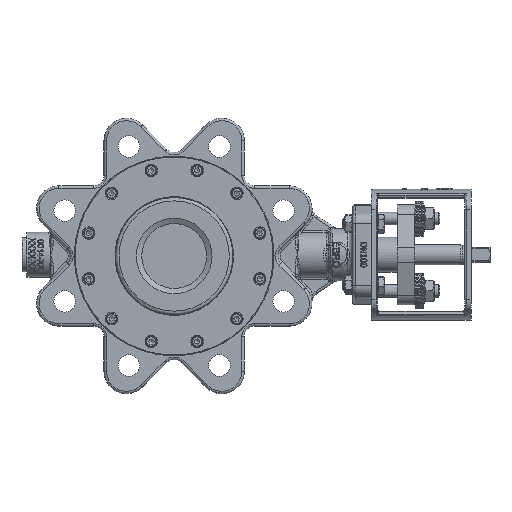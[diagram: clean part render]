
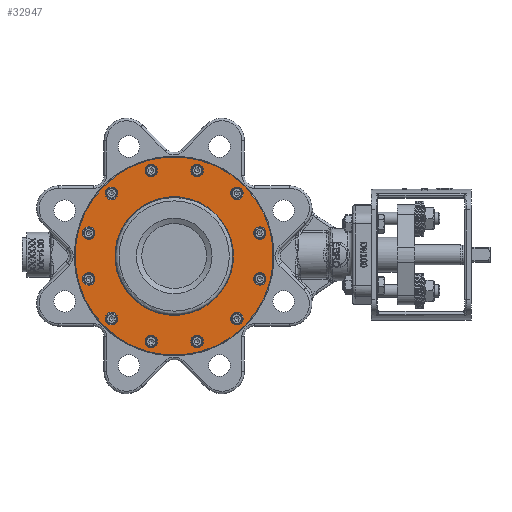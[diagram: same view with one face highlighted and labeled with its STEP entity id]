
A CAD part, front view. The second image highlights one B-rep face of the part: STEP entity #32947.
In plain terms, the highlighted planar face has unit normal (0, -1, 0).
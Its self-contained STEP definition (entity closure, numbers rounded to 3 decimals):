
#6318=FACE_BOUND('',#9262,.T.);
#6319=FACE_BOUND('',#9263,.T.);
#6320=FACE_BOUND('',#9264,.T.);
#6321=FACE_BOUND('',#9265,.T.);
#6322=FACE_BOUND('',#9266,.T.);
#6323=FACE_BOUND('',#9267,.T.);
#6324=FACE_BOUND('',#9268,.T.);
#6325=FACE_BOUND('',#9269,.T.);
#6326=FACE_BOUND('',#9270,.T.);
#6327=FACE_BOUND('',#9271,.T.);
#6328=FACE_BOUND('',#9272,.T.);
#6329=FACE_BOUND('',#9273,.T.);
#6330=FACE_BOUND('',#9274,.T.);
#6981=FACE_OUTER_BOUND('',#9261,.T.);
#9261=EDGE_LOOP('',(#21181));
#9262=EDGE_LOOP('',(#21182));
#9263=EDGE_LOOP('',(#21183));
#9264=EDGE_LOOP('',(#21184));
#9265=EDGE_LOOP('',(#21185));
#9266=EDGE_LOOP('',(#21186));
#9267=EDGE_LOOP('',(#21187));
#9268=EDGE_LOOP('',(#21188));
#9269=EDGE_LOOP('',(#21189));
#9270=EDGE_LOOP('',(#21190));
#9271=EDGE_LOOP('',(#21191));
#9272=EDGE_LOOP('',(#21192));
#9273=EDGE_LOOP('',(#21193));
#9274=EDGE_LOOP('',(#21194));
#11770=CIRCLE('',#35293,4.75);
#11775=CIRCLE('',#35301,7.95);
#11776=CIRCLE('',#35302,0.5);
#11777=CIRCLE('',#35303,0.5);
#11778=CIRCLE('',#35304,0.5);
#11779=CIRCLE('',#35305,0.5);
#11780=CIRCLE('',#35306,0.5);
#11781=CIRCLE('',#35307,0.5);
#11782=CIRCLE('',#35308,0.5);
#11783=CIRCLE('',#35309,0.5);
#11784=CIRCLE('',#35310,0.5);
#11785=CIRCLE('',#35311,0.5);
#11786=CIRCLE('',#35312,0.5);
#11787=CIRCLE('',#35313,0.5);
#13284=VERTEX_POINT('',#47119);
#13289=VERTEX_POINT('',#47132);
#13290=VERTEX_POINT('',#47134);
#13291=VERTEX_POINT('',#47136);
#13292=VERTEX_POINT('',#47138);
#13293=VERTEX_POINT('',#47140);
#13294=VERTEX_POINT('',#47142);
#13295=VERTEX_POINT('',#47144);
#13296=VERTEX_POINT('',#47146);
#13297=VERTEX_POINT('',#47148);
#13298=VERTEX_POINT('',#47150);
#13299=VERTEX_POINT('',#47152);
#13300=VERTEX_POINT('',#47154);
#13301=VERTEX_POINT('',#47156);
#16375=EDGE_CURVE('',#13284,#13284,#11770,.T.);
#16380=EDGE_CURVE('',#13289,#13289,#11775,.T.);
#16381=EDGE_CURVE('',#13290,#13290,#11776,.T.);
#16382=EDGE_CURVE('',#13291,#13291,#11777,.T.);
#16383=EDGE_CURVE('',#13292,#13292,#11778,.T.);
#16384=EDGE_CURVE('',#13293,#13293,#11779,.T.);
#16385=EDGE_CURVE('',#13294,#13294,#11780,.T.);
#16386=EDGE_CURVE('',#13295,#13295,#11781,.T.);
#16387=EDGE_CURVE('',#13296,#13296,#11782,.T.);
#16388=EDGE_CURVE('',#13297,#13297,#11783,.T.);
#16389=EDGE_CURVE('',#13298,#13298,#11784,.T.);
#16390=EDGE_CURVE('',#13299,#13299,#11785,.T.);
#16391=EDGE_CURVE('',#13300,#13300,#11786,.T.);
#16392=EDGE_CURVE('',#13301,#13301,#11787,.T.);
#21181=ORIENTED_EDGE('',*,*,#16380,.F.);
#21182=ORIENTED_EDGE('',*,*,#16381,.T.);
#21183=ORIENTED_EDGE('',*,*,#16382,.T.);
#21184=ORIENTED_EDGE('',*,*,#16383,.T.);
#21185=ORIENTED_EDGE('',*,*,#16384,.T.);
#21186=ORIENTED_EDGE('',*,*,#16385,.T.);
#21187=ORIENTED_EDGE('',*,*,#16386,.T.);
#21188=ORIENTED_EDGE('',*,*,#16387,.T.);
#21189=ORIENTED_EDGE('',*,*,#16388,.T.);
#21190=ORIENTED_EDGE('',*,*,#16389,.T.);
#21191=ORIENTED_EDGE('',*,*,#16390,.T.);
#21192=ORIENTED_EDGE('',*,*,#16391,.T.);
#21193=ORIENTED_EDGE('',*,*,#16392,.T.);
#21194=ORIENTED_EDGE('',*,*,#16375,.T.);
#29921=PLANE('',#35300);
#32947=ADVANCED_FACE('',(#6981,#6318,#6319,#6320,#6321,#6322,#6323,#6324,
#6325,#6326,#6327,#6328,#6329,#6330),#29921,.T.);
#35293=AXIS2_PLACEMENT_3D('',#47120,#39044,#39045);
#35300=AXIS2_PLACEMENT_3D('',#47131,#39058,#39059);
#35301=AXIS2_PLACEMENT_3D('',#47133,#39060,#39061);
#35302=AXIS2_PLACEMENT_3D('',#47135,#39062,#39063);
#35303=AXIS2_PLACEMENT_3D('',#47137,#39064,#39065);
#35304=AXIS2_PLACEMENT_3D('',#47139,#39066,#39067);
#35305=AXIS2_PLACEMENT_3D('',#47141,#39068,#39069);
#35306=AXIS2_PLACEMENT_3D('',#47143,#39070,#39071);
#35307=AXIS2_PLACEMENT_3D('',#47145,#39072,#39073);
#35308=AXIS2_PLACEMENT_3D('',#47147,#39074,#39075);
#35309=AXIS2_PLACEMENT_3D('',#47149,#39076,#39077);
#35310=AXIS2_PLACEMENT_3D('',#47151,#39078,#39079);
#35311=AXIS2_PLACEMENT_3D('',#47153,#39080,#39081);
#35312=AXIS2_PLACEMENT_3D('',#47155,#39082,#39083);
#35313=AXIS2_PLACEMENT_3D('',#47157,#39084,#39085);
#39044=DIRECTION('center_axis',(0.,1.,0.));
#39045=DIRECTION('ref_axis',(0.707,0.,-0.707));
#39058=DIRECTION('center_axis',(0.,-1.,0.));
#39059=DIRECTION('ref_axis',(0.707,0.,0.707));
#39060=DIRECTION('center_axis',(0.,1.,0.));
#39061=DIRECTION('ref_axis',(-0.707,0.,0.707));
#39062=DIRECTION('center_axis',(0.,1.,0.));
#39063=DIRECTION('ref_axis',(-0.966,0.,-0.259));
#39064=DIRECTION('center_axis',(0.,1.,0.));
#39065=DIRECTION('ref_axis',(-0.707,0.,-0.707));
#39066=DIRECTION('center_axis',(0.,1.,0.));
#39067=DIRECTION('ref_axis',(-0.259,0.,-0.966));
#39068=DIRECTION('center_axis',(0.,1.,0.));
#39069=DIRECTION('ref_axis',(0.259,0.,-0.966));
#39070=DIRECTION('center_axis',(0.,1.,0.));
#39071=DIRECTION('ref_axis',(0.707,0.,-0.707));
#39072=DIRECTION('center_axis',(0.,1.,0.));
#39073=DIRECTION('ref_axis',(0.966,0.,-0.259));
#39074=DIRECTION('center_axis',(0.,1.,0.));
#39075=DIRECTION('ref_axis',(0.966,0.,0.259));
#39076=DIRECTION('center_axis',(0.,1.,0.));
#39077=DIRECTION('ref_axis',(0.707,0.,0.707));
#39078=DIRECTION('center_axis',(0.,1.,0.));
#39079=DIRECTION('ref_axis',(0.259,0.,0.966));
#39080=DIRECTION('center_axis',(0.,1.,0.));
#39081=DIRECTION('ref_axis',(-0.259,0.,0.966));
#39082=DIRECTION('center_axis',(0.,1.,0.));
#39083=DIRECTION('ref_axis',(-0.966,0.,0.259));
#39084=DIRECTION('center_axis',(0.,1.,0.));
#39085=DIRECTION('ref_axis',(-0.707,0.,0.707));
#47119=CARTESIAN_POINT('',(3.359,-3.16,-3.359));
#47120=CARTESIAN_POINT('Origin',(0.,-3.16,0.));
#47131=CARTESIAN_POINT('Origin',(4.349,-3.16,-4.349));
#47132=CARTESIAN_POINT('',(5.621,-3.16,-5.621));
#47133=CARTESIAN_POINT('Origin',(0.,-3.16,0.));
#47134=CARTESIAN_POINT('',(1.355,-3.16,-6.987));
#47135=CARTESIAN_POINT('Origin',(1.838,-3.16,-6.858));
#47136=CARTESIAN_POINT('',(4.667,-3.16,-5.374));
#47137=CARTESIAN_POINT('Origin',(5.02,-3.16,-5.02));
#47138=CARTESIAN_POINT('',(6.729,-3.16,-2.321));
#47139=CARTESIAN_POINT('Origin',(6.858,-3.16,-1.838));
#47140=CARTESIAN_POINT('',(6.987,-3.16,1.355));
#47141=CARTESIAN_POINT('Origin',(6.858,-3.16,1.838));
#47142=CARTESIAN_POINT('',(5.374,-3.16,4.667));
#47143=CARTESIAN_POINT('Origin',(5.02,-3.16,5.02));
#47144=CARTESIAN_POINT('',(2.321,-3.16,6.729));
#47145=CARTESIAN_POINT('Origin',(1.838,-3.16,6.858));
#47146=CARTESIAN_POINT('',(-1.355,-3.16,6.987));
#47147=CARTESIAN_POINT('Origin',(-1.838,-3.16,6.858));
#47148=CARTESIAN_POINT('',(-4.667,-3.16,5.374));
#47149=CARTESIAN_POINT('Origin',(-5.02,-3.16,5.02));
#47150=CARTESIAN_POINT('',(-6.729,-3.16,2.321));
#47151=CARTESIAN_POINT('Origin',(-6.858,-3.16,1.838));
#47152=CARTESIAN_POINT('',(-6.987,-3.16,-1.355));
#47153=CARTESIAN_POINT('Origin',(-6.858,-3.16,-1.838));
#47154=CARTESIAN_POINT('',(-2.321,-3.16,-6.729));
#47155=CARTESIAN_POINT('Origin',(-1.838,-3.16,-6.858));
#47156=CARTESIAN_POINT('',(-5.374,-3.16,-4.667));
#47157=CARTESIAN_POINT('Origin',(-5.02,-3.16,-5.02));
